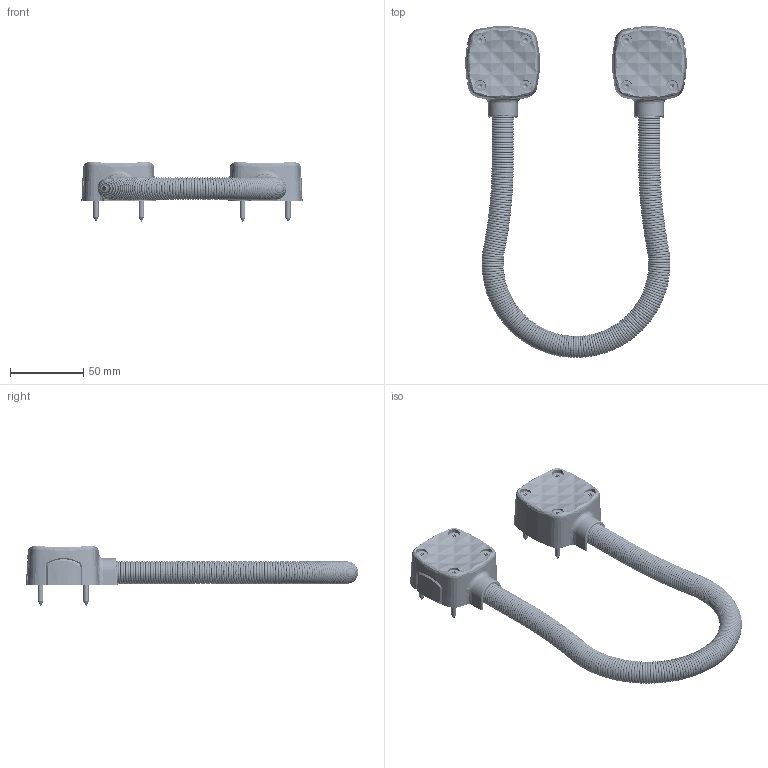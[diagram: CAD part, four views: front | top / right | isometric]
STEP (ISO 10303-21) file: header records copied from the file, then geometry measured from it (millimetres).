
FILE_DESCRIPTION (( 'STEP AP214' ), '1' );
FILE_NAME ('EFLEX-1_STPALL.STEP', '2022-09-23T12:44:22', ( '' ), ( '' ), 'SwSTEP 2.0', 'SolidWorks 2020', '' );
FILE_SCHEMA (( 'AUTOMOTIVE_DESIGN' ));
Length unit declared in the file: millimetre
Products named in the file (5): MP1026-SPIRAL DOOR LOOP DIAM 10 L500 mis en forme_D12 L400; MP1214-END CAP_SOLUTION MOULEE 2 OP TOP + LATERAL; FP0304-hexalobular_socket_flat_countersunk_head_tapping_screw_ST3_5x38 with security head; MP1221-SYMMETRICAL END CAP_SOLUTION MOULEE 2 OP TOP + LATERAL; EFLEX-1_STPALL
Assembly tree (11 placements, depth 2):
  EFLEX-1_STPALL
    MP1026-SPIRAL DOOR LOOP DIAM 10 L500 mis en forme_D12 L400
    MP1221-SYMMETRICAL END CAP_SOLUTION MOULEE 2 OP TOP + LATERAL
    MP1214-END CAP_SOLUTION MOULEE 2 OP TOP + LATERAL
    FP0304-hexalobular_socket_flat_countersunk_head_tapping_screw_ST3_5x38 with security head  x8
Bounding box: 150.82 x 226.42 x 41.21 mm (x, y, z)
Volume: 28643.9 mm3; surface area: 88444.8 mm2
Topology: 10 solids, 13 shells, 3455 faces, 9255 edges, 5842 vertices
Faces by surface type: torus 1635, plane 847, cone 352, cylinder 350, bspline 233, sphere 38
Entity records: 166153 total; most frequent: CARTESIAN_POINT 92722, ORIENTED_EDGE 17048, DIRECTION 13706, EDGE_CURVE 8529, AXIS2_PLACEMENT_3D 6357, VERTEX_POINT 5387, B_SPLINE_CURVE_WITH_KNOTS 4119, CIRCLE 3400
